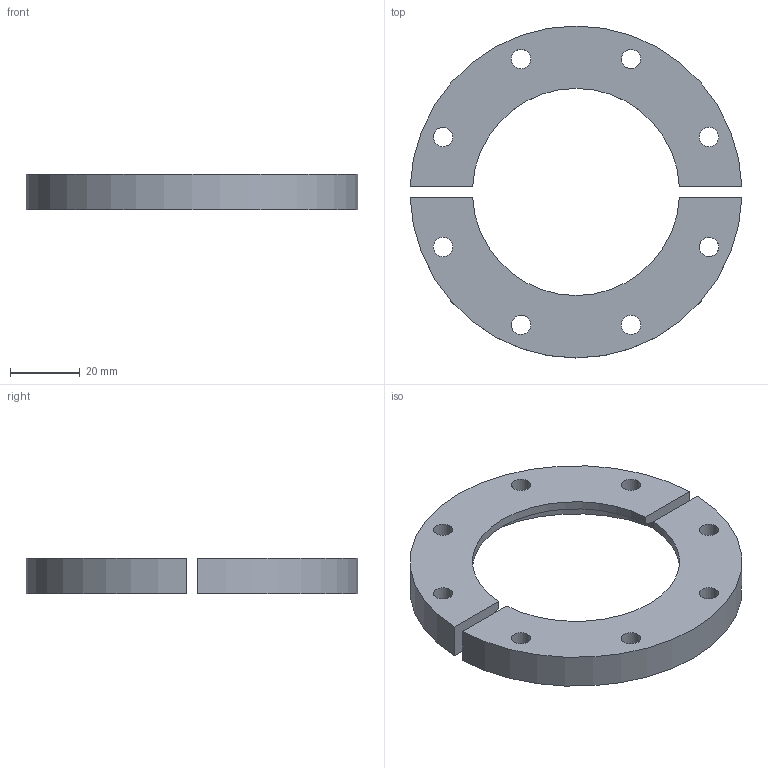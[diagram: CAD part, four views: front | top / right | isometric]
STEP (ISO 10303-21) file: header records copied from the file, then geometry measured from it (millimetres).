
FILE_DESCRIPTION( ( 'Unknown' ), '1' );
FILE_NAME( 'QF50-200-BC.stp', 'Unknown', ( 'Unknown' ), ( 'Unknown' ), 'PSStep 13.0', 'Unknown', ' ' );
FILE_SCHEMA( ( 'AUTOMOTIVE_DESIGN { 1 0 10303 214 1 1 1 1 }' ) );
Length unit declared in the file: millimetre
Products named in the file (2): 1; 2
Bounding box: 95.2 x 95.25 x 10.16 mm (x, y, z)
Volume: 29830.2 mm3; surface area: 14763.9 mm2
Topology: 2 solids, 2 shells, 24 faces, 67 edges, 47 vertices
Faces by surface type: cylinder 14, plane 8, cone 2
Full cylindrical faces by diameter (mm): 5.556 x8
Entity records: 946 total; most frequent: CARTESIAN_POINT 130, DIRECTION 128, ORIENTED_EDGE 104, AXIS2_PLACEMENT_3D 54, EDGE_CURVE 52, EDGE_LOOP 48, VERTEX_POINT 40, FACE_OUTER_BOUND 32
